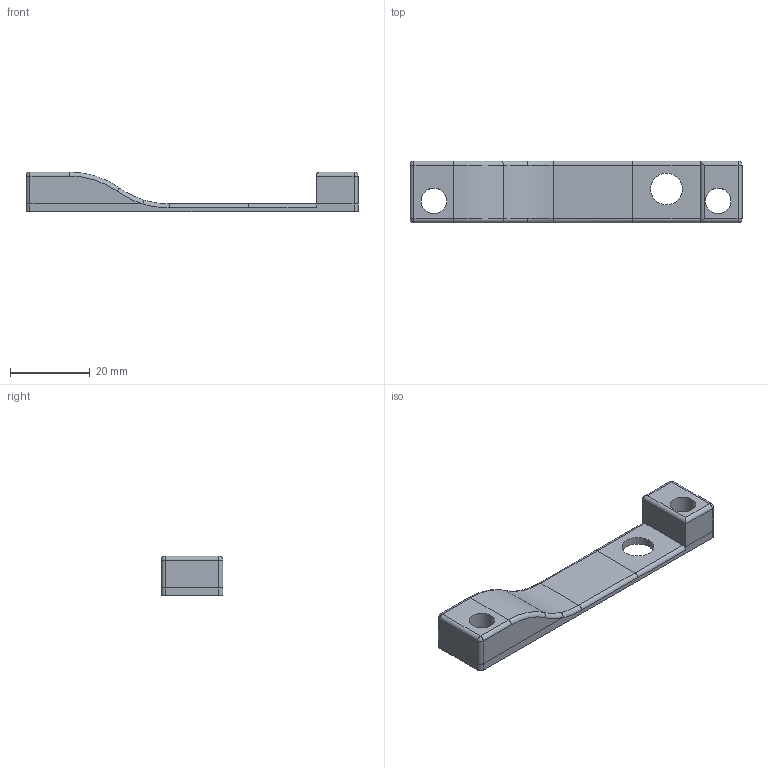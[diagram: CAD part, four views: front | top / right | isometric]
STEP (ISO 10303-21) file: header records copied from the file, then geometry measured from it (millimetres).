
FILE_DESCRIPTION(('FreeCAD Model'),'2;1');
FILE_NAME('Open CASCADE Shape Model','2023-08-10T19:41:08',(''),(''), 'Open CASCADE STEP processor 7.6','FreeCAD','Unknown');
FILE_SCHEMA(('AUTOMOTIVE_DESIGN { 1 0 10303 214 1 1 1 1 }'));
Length unit declared in the file: millimetre
Products named in the file (1): Fillet002
Bounding box: 83.5 x 15.5 x 10 mm (x, y, z)
Volume: 5994.1 mm3; surface area: 4021.9 mm2
Topology: 1 solids, 1 shells, 54 faces, 124 edges, 68 vertices
Faces by surface type: cylinder 26, plane 16, sphere 4, torus 4, bspline 2, cone 2
Full cylindrical faces by diameter (mm): 6.4 x4, 8 x1
Entity records: 3108 total; most frequent: CARTESIAN_POINT 683, DIRECTION 448, ORIENTED_EDGE 240, PCURVE 240, DEFINITIONAL_REPRESENTATION 240, LINE 230, VECTOR 230, EDGE_CURVE 120
